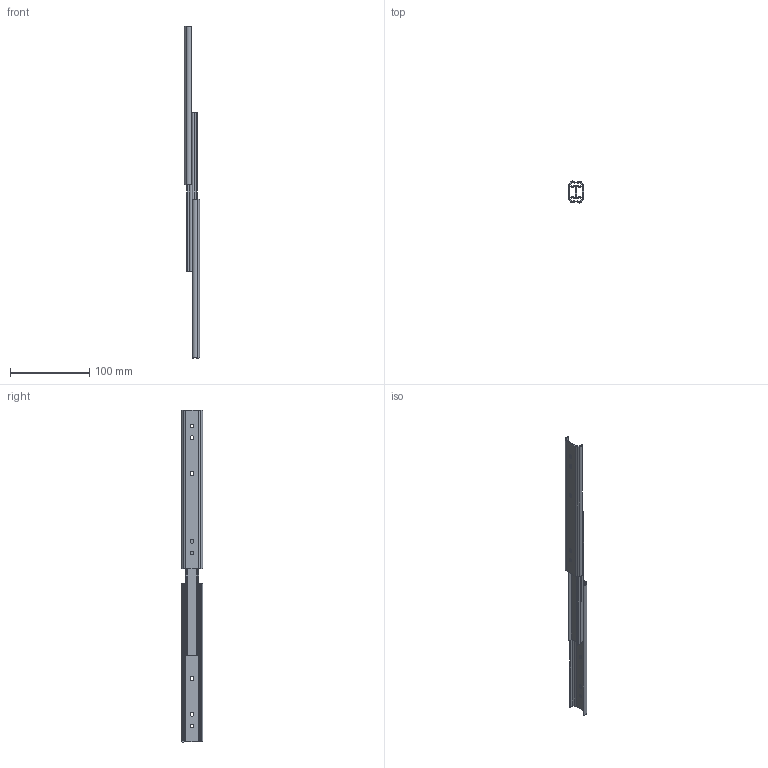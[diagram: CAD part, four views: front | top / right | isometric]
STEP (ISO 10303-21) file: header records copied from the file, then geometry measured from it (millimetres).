
FILE_DESCRIPTION (( 'STEP AP203' ), '1' );
FILE_NAME ('KC-1359-20.STEP', '2011-06-01T06:51:38', ( '11sw' ), ( 'タキゲン製造株式会社' ), 'SwSTEP 2.0', 'SolidWorks 2011', '' );
FILE_SCHEMA (( 'CONFIG_CONTROL_DESIGN' ));
Length unit declared in the file: millimetre
Products named in the file (3): KC-1359-20傾僂僞乕_; KC-1359-20; KC-1359-20僀儞僫乕_
Assembly tree (3 placements, depth 2):
  KC-1359-20
    KC-1359-20僀儞僫乕_
    KC-1359-20傾僂僞乕_  x2
Bounding box: 19 x 27 x 417.7 mm (x, y, z)
Volume: 32276.7 mm3; surface area: 47520.2 mm2
Topology: 3 solids, 3 shells, 98 faces, 276 edges, 184 vertices
Faces by surface type: cylinder 58, plane 40
Entity records: 2356 total; most frequent: DIRECTION 379, CARTESIAN_POINT 352, ORIENTED_EDGE 342, EDGE_CURVE 171, AXIS2_PLACEMENT_3D 141, VERTEX_POINT 114, VECTOR 97, LINE 97
